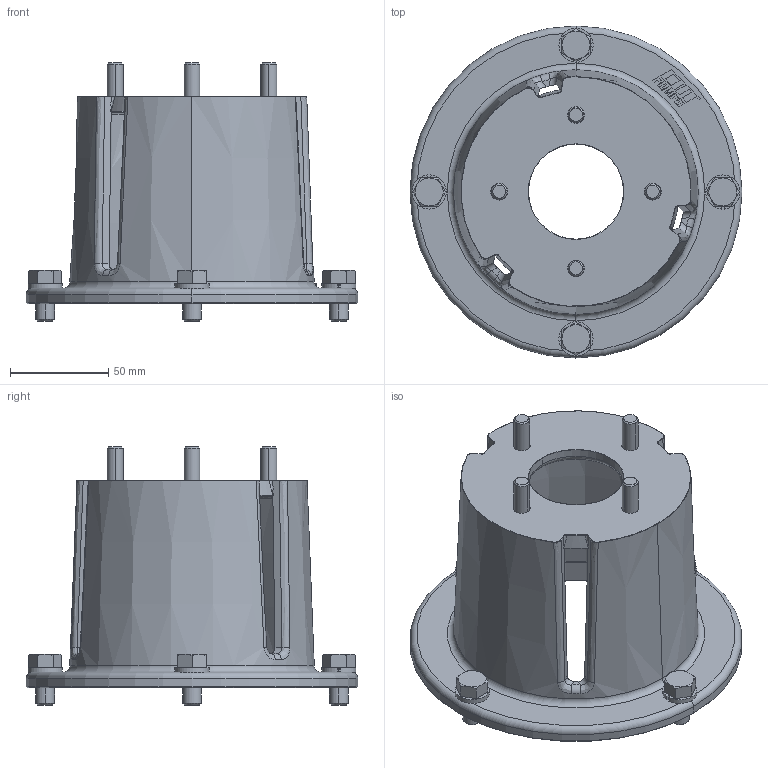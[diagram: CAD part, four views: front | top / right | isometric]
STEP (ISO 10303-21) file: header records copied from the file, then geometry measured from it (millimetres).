
FILE_DESCRIPTION (( 'STEP AP203' ), '1' );
FILE_NAME ('76056.5CP.STEP', '2018-01-25T16:53:02', ( '' ), ( '' ), 'SwSTEP 2.0', 'SolidWorks 2017', '' );
FILE_SCHEMA (( 'CONFIG_CONTROL_DESIGN' ));
Length unit declared in the file: inch
Products named in the file (6): 76343; 992771; 992781; 992879_90069A130; 992877_B18.3.5M - 8 x 1.25 x 25 Socket FCHS  -- 25N; 76056.5CP
Assembly tree (17 placements, depth 2):
  76056.5CP
    76343
    992771  x4
    992781  x4
    992879_90069A130  x4
    992877_B18.3.5M - 8 x 1.25 x 25 Socket FCHS  -- 25N  x4
Bounding box: 168.66 x 168.66 x 131.08 mm (x, y, z)
Volume: 354013 mm3; surface area: 121945.4 mm2
Topology: 17 solids, 17 shells, 1026 faces, 2290 edges, 1306 vertices
Faces by surface type: bspline 414, plane 371, cone 150, cylinder 68, torus 23
Entity records: 17830 total; most frequent: CARTESIAN_POINT 7953, ORIENTED_EDGE 1972, DIRECTION 1653, EDGE_CURVE 986, VERTEX_POINT 589, AXIS2_PLACEMENT_3D 560, LINE 533, VECTOR 533
